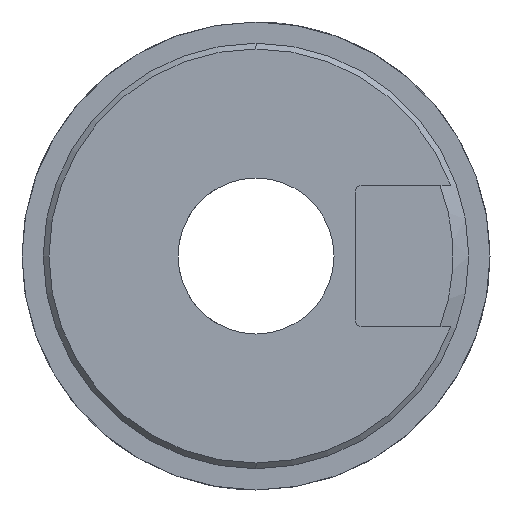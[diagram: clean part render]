
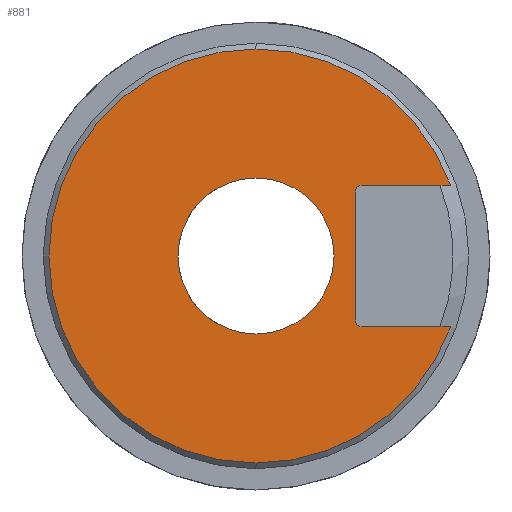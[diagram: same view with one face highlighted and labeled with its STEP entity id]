
A CAD part, left-side view. The second image highlights one B-rep face of the part: STEP entity #881.
In plain terms, the highlighted planar face has unit normal (-1, 0, 0).
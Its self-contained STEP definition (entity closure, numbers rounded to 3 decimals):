
#42 = CARTESIAN_POINT ( 'NONE',  ( 0., 0., 5.5 ) ) ;
#144 = CARTESIAN_POINT ( 'NONE',  ( 0., 0., 0. ) ) ;
#168 = EDGE_CURVE ( 'NONE', #635, #682, #534, .T. ) ;
#197 = EDGE_CURVE ( 'NONE', #682, #916, #517, .T. ) ;
#236 = AXIS2_PLACEMENT_3D ( 'NONE', #737, #738, #323 ) ;
#250 = AXIS2_PLACEMENT_3D ( 'NONE', #144, #260, #259 ) ;
#259 = DIRECTION ( 'NONE',  ( 0., 0., -1. ) ) ;
#260 = DIRECTION ( 'NONE',  ( -1., 0., 0. ) ) ;
#266 = DIRECTION ( 'NONE',  ( 0., 1., 0. ) ) ;
#311 = EDGE_CURVE ( 'NONE', #706, #1047, #518, .T. ) ;
#317 = CARTESIAN_POINT ( 'NONE',  ( 0., -14.142, -5. ) ) ;
#321 = CIRCLE ( 'NONE', #236, 14.6 ) ;
#323 = DIRECTION ( 'NONE',  ( 0., 0., -1. ) ) ;
#335 = CIRCLE ( 'NONE', #250, 5.5 ) ;
#345 = EDGE_CURVE ( 'NONE', #635, #631, #520, .T. ) ;
#359 = CARTESIAN_POINT ( 'NONE',  ( 0., -7.5, -4.5 ) ) ;
#366 = AXIS2_PLACEMENT_3D ( 'NONE', #513, #512, #511 ) ;
#373 = CIRCLE ( 'NONE', #366, 5.5 ) ;
#379 = AXIS2_PLACEMENT_3D ( 'NONE', #633, #656, #665 ) ;
#395 = AXIS2_PLACEMENT_3D ( 'NONE', #658, #643, #636 ) ;
#399 = CIRCLE ( 'NONE', #379, 14.6 ) ;
#403 = FACE_BOUND ( 'NONE', #1045, .T. ) ;
#418 = FACE_OUTER_BOUND ( 'NONE', #932, .T. ) ;
#436 = AXIS2_PLACEMENT_3D ( 'NONE', #359, #468, #496 ) ;
#453 = CARTESIAN_POINT ( 'NONE',  ( 0., 0., 14.6 ) ) ;
#461 = LINE ( 'NONE', #1029, #472 ) ;
#468 = DIRECTION ( 'NONE',  ( 1., 0., 0. ) ) ;
#472 = VECTOR ( 'NONE', #1024, 1000. ) ;
#476 = LINE ( 'NONE', #1076, #480 ) ;
#480 = VECTOR ( 'NONE', #1059, 1000. ) ;
#496 = DIRECTION ( 'NONE',  ( 0., 0., -1. ) ) ;
#497 = CARTESIAN_POINT ( 'NONE',  ( 0., -7.5, 4.5 ) ) ;
#504 = DIRECTION ( 'NONE',  ( 0., 0., -1. ) ) ;
#511 = DIRECTION ( 'NONE',  ( 0., 0., -1. ) ) ;
#512 = DIRECTION ( 'NONE',  ( -1., 0., 0. ) ) ;
#513 = CARTESIAN_POINT ( 'NONE',  ( 0., 0., 0. ) ) ;
#517 = CIRCLE ( 'NONE', #436, 0.5 ) ;
#518 = CIRCLE ( 'NONE', #659, 0.5 ) ;
#519 = VECTOR ( 'NONE', #266, 1000. ) ;
#520 = CIRCLE ( 'NONE', #642, 14.6 ) ;
#528 = CARTESIAN_POINT ( 'NONE',  ( 0., -7., -4.5 ) ) ;
#534 = LINE ( 'NONE', #317, #519 ) ;
#540 = DIRECTION ( 'NONE',  ( 1., 0., 0. ) ) ;
#545 = DIRECTION ( 'NONE',  ( 0., 0., -1. ) ) ;
#570 = VERTEX_POINT ( 'NONE', #42 ) ;
#595 = ORIENTED_EDGE ( 'NONE', *, *, #732, .T. ) ;
#604 = CARTESIAN_POINT ( 'NONE',  ( 0., 0., 0. ) ) ;
#631 = VERTEX_POINT ( 'NONE', #1099 ) ;
#633 = CARTESIAN_POINT ( 'NONE',  ( 0., 0., 0. ) ) ;
#635 = VERTEX_POINT ( 'NONE', #1089 ) ;
#636 = DIRECTION ( 'NONE',  ( 0., 0., -1. ) ) ;
#642 = AXIS2_PLACEMENT_3D ( 'NONE', #604, #644, #504 ) ;
#643 = DIRECTION ( 'NONE',  ( 1., 0., 0. ) ) ;
#644 = DIRECTION ( 'NONE',  ( 1., 0., 0. ) ) ;
#656 = DIRECTION ( 'NONE',  ( 1., 0., 0. ) ) ;
#658 = CARTESIAN_POINT ( 'NONE',  ( 0., -7.5, -4.5 ) ) ;
#659 = AXIS2_PLACEMENT_3D ( 'NONE', #497, #540, #545 ) ;
#665 = DIRECTION ( 'NONE',  ( 0., 0., -1. ) ) ;
#676 = PLANE ( 'NONE',  #395 ) ;
#682 = VERTEX_POINT ( 'NONE', #1085 ) ;
#696 = VERTEX_POINT ( 'NONE', #1083 ) ;
#706 = VERTEX_POINT ( 'NONE', #1079 ) ;
#709 = EDGE_CURVE ( 'NONE', #1047, #751, #476, .T. ) ;
#732 = EDGE_CURVE ( 'NONE', #916, #706, #461, .T. ) ;
#737 = CARTESIAN_POINT ( 'NONE',  ( 0., 0., 0. ) ) ;
#738 = DIRECTION ( 'NONE',  ( 1., 0., 0. ) ) ;
#746 = CARTESIAN_POINT ( 'NONE',  ( 0., -7.5, 5. ) ) ;
#751 = VERTEX_POINT ( 'NONE', #1042 ) ;
#862 = ORIENTED_EDGE ( 'NONE', *, *, #1016, .F. ) ;
#864 = ORIENTED_EDGE ( 'NONE', *, *, #919, .F. ) ;
#866 = ORIENTED_EDGE ( 'NONE', *, *, #345, .F. ) ;
#869 = ORIENTED_EDGE ( 'NONE', *, *, #1039, .F. ) ;
#870 = ORIENTED_EDGE ( 'NONE', *, *, #910, .F. ) ;
#872 = ORIENTED_EDGE ( 'NONE', *, *, #709, .T. ) ;
#879 = ORIENTED_EDGE ( 'NONE', *, *, #311, .T. ) ;
#880 = ORIENTED_EDGE ( 'NONE', *, *, #168, .T. ) ;
#881 = ADVANCED_FACE ( 'NONE', ( #418, #403 ), #676, .F. ) ;
#886 = ORIENTED_EDGE ( 'NONE', *, *, #197, .T. ) ;
#910 = EDGE_CURVE ( 'NONE', #952, #751, #399, .T. ) ;
#916 = VERTEX_POINT ( 'NONE', #528 ) ;
#919 = EDGE_CURVE ( 'NONE', #696, #570, #373, .T. ) ;
#932 = EDGE_LOOP ( 'NONE', ( #880, #886, #595, #879, #872, #870, #869, #866 ) ) ;
#952 = VERTEX_POINT ( 'NONE', #453 ) ;
#1016 = EDGE_CURVE ( 'NONE', #570, #696, #335, .T. ) ;
#1024 = DIRECTION ( 'NONE',  ( 0., 0., 1. ) ) ;
#1029 = CARTESIAN_POINT ( 'NONE',  ( 0., -7., -4.5 ) ) ;
#1039 = EDGE_CURVE ( 'NONE', #631, #952, #321, .T. ) ;
#1042 = CARTESIAN_POINT ( 'NONE',  ( 0., -13.717, 5. ) ) ;
#1045 = EDGE_LOOP ( 'NONE', ( #862, #864 ) ) ;
#1047 = VERTEX_POINT ( 'NONE', #746 ) ;
#1059 = DIRECTION ( 'NONE',  ( 0., -1., 0. ) ) ;
#1076 = CARTESIAN_POINT ( 'NONE',  ( 0., -7.5, 5. ) ) ;
#1079 = CARTESIAN_POINT ( 'NONE',  ( 0., -7., 4.5 ) ) ;
#1083 = CARTESIAN_POINT ( 'NONE',  ( 0., 0., -5.5 ) ) ;
#1085 = CARTESIAN_POINT ( 'NONE',  ( 0., -7.5, -5. ) ) ;
#1089 = CARTESIAN_POINT ( 'NONE',  ( 0., -13.717, -5. ) ) ;
#1099 = CARTESIAN_POINT ( 'NONE',  ( 0., 0., -14.6 ) ) ;
